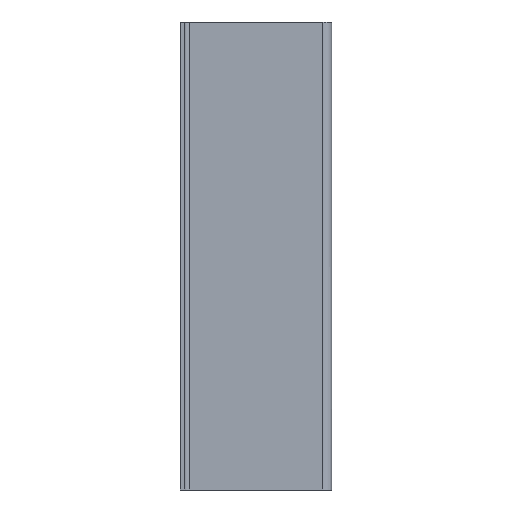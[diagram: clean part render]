
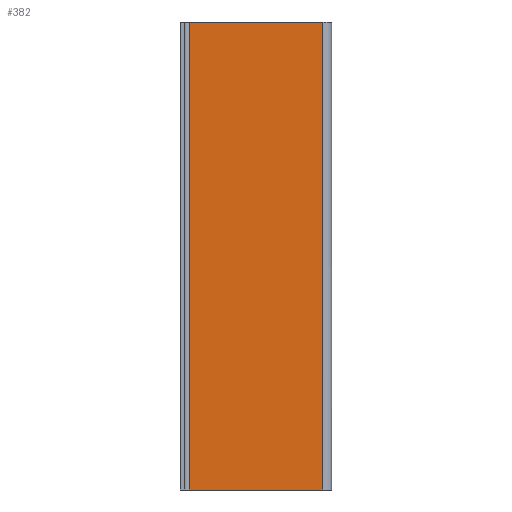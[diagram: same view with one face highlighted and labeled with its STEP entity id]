
A CAD part, left-side view. The second image highlights one B-rep face of the part: STEP entity #382.
In plain terms, the highlighted free-form (B-spline) face has degree [1, 1] with [2, 2] control points.
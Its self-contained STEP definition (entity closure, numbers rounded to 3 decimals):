
#14 = FACE_OUTER_BOUND ( 'NONE', #44, .T. ) ;
#44 = EDGE_LOOP ( 'NONE', ( #362, #415, #597, #569 ) ) ;
#62 = CARTESIAN_POINT ( 'NONE',  ( 2026.618, 842.089, 0. ) ) ;
#124 = CARTESIAN_POINT ( 'NONE',  ( 2026.618, 842.089, 622. ) ) ;
#140 = VERTEX_POINT ( 'NONE', #582 ) ;
#158 = EDGE_CURVE ( 'NONE', #140, #301, #658, .T. ) ;
#176 = CARTESIAN_POINT ( 'NONE',  ( 2026.618, 842.089, 622. ) ) ;
#177 = B_SPLINE_CURVE_WITH_KNOTS ( 'NONE', 1,
 ( #467, #260 ),
 .UNSPECIFIED., .F., .F.,
 ( 2, 2 ),
 ( 0., 1. ),
 .UNSPECIFIED. ) ;
#200 = CARTESIAN_POINT ( 'NONE',  ( 2026.618, 1019.089, 0. ) ) ;
#233 = B_SPLINE_CURVE_WITH_KNOTS ( 'NONE', 1,
 ( #549, #482 ),
 .UNSPECIFIED., .F., .F.,
 ( 2, 2 ),
 ( -1., 0. ),
 .UNSPECIFIED. ) ;
#260 = CARTESIAN_POINT ( 'NONE',  ( 2026.618, 842.089, 622. ) ) ;
#276 = CARTESIAN_POINT ( 'NONE',  ( 2026.618, 1019.089, 0. ) ) ;
#297 = EDGE_CURVE ( 'NONE', #420, #428, #233, .T. ) ;
#300 = CARTESIAN_POINT ( 'NONE',  ( 2026.618, 1019.089, 622. ) ) ;
#301 = VERTEX_POINT ( 'NONE', #176 ) ;
#351 = CARTESIAN_POINT ( 'NONE',  ( 2026.618, 842.089, 0. ) ) ;
#362 = ORIENTED_EDGE ( 'NONE', *, *, #158, .T. ) ;
#382 = ADVANCED_FACE ( 'NONE', ( #14 ), #441, .F. ) ;
#415 = ORIENTED_EDGE ( 'NONE', *, *, #559, .F. ) ;
#416 = EDGE_CURVE ( 'NONE', #140, #420, #430, .T. ) ;
#420 = VERTEX_POINT ( 'NONE', #663 ) ;
#428 = VERTEX_POINT ( 'NONE', #300 ) ;
#430 = B_SPLINE_CURVE_WITH_KNOTS ( 'NONE', 1,
 ( #497, #200 ),
 .UNSPECIFIED., .F., .F.,
 ( 2, 2 ),
 ( 0., 1. ),
 .UNSPECIFIED. ) ;
#441 = B_SPLINE_SURFACE_WITH_KNOTS ( 'NONE', 1, 1, ( 
 ( #124, #538 ),
 ( #62, #276 ) ),
 .UNSPECIFIED., .F., .F., .F.,
 ( 2, 2 ),
 ( 2, 2 ),
 ( 0., 1. ),
 ( 0., 1. ),
 .UNSPECIFIED. ) ;
#467 = CARTESIAN_POINT ( 'NONE',  ( 2026.618, 1019.089, 622. ) ) ;
#482 = CARTESIAN_POINT ( 'NONE',  ( 2026.618, 1019.089, 622. ) ) ;
#497 = CARTESIAN_POINT ( 'NONE',  ( 2026.618, 842.089, 0. ) ) ;
#538 = CARTESIAN_POINT ( 'NONE',  ( 2026.618, 1019.089, 622. ) ) ;
#549 = CARTESIAN_POINT ( 'NONE',  ( 2026.618, 1019.089, 0. ) ) ;
#559 = EDGE_CURVE ( 'NONE', #428, #301, #177, .T. ) ;
#560 = CARTESIAN_POINT ( 'NONE',  ( 2026.618, 842.089, 622. ) ) ;
#569 = ORIENTED_EDGE ( 'NONE', *, *, #416, .F. ) ;
#582 = CARTESIAN_POINT ( 'NONE',  ( 2026.618, 842.089, 0. ) ) ;
#597 = ORIENTED_EDGE ( 'NONE', *, *, #297, .F. ) ;
#658 = B_SPLINE_CURVE_WITH_KNOTS ( 'NONE', 1,
 ( #351, #560 ),
 .UNSPECIFIED., .F., .F.,
 ( 2, 2 ),
 ( 0., 1. ),
 .UNSPECIFIED. ) ;
#663 = CARTESIAN_POINT ( 'NONE',  ( 2026.618, 1019.089, 0. ) ) ;
